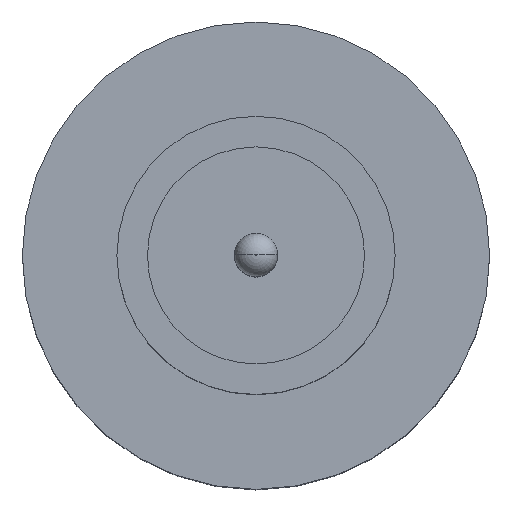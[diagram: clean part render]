
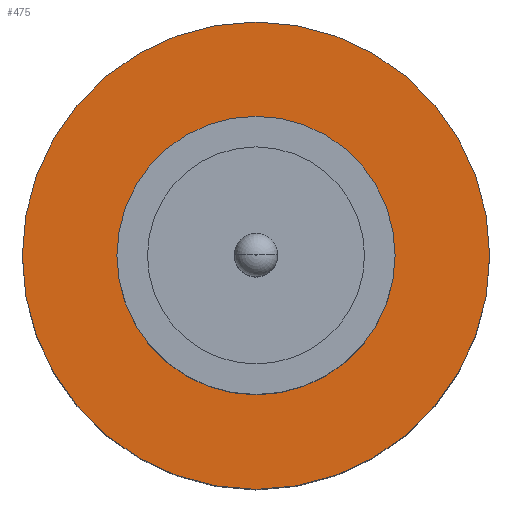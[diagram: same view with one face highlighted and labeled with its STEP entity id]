
A CAD part, top view. The second image highlights one B-rep face of the part: STEP entity #475.
In plain terms, the highlighted planar face has unit normal (0, 0, 1).
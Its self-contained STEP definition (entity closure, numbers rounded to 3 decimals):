
#37 = EDGE_CURVE ( 'NONE', #744, #209, #173, .T. ) ;
#38 = CARTESIAN_POINT ( 'NONE',  ( 1.25, 0., 1.55 ) ) ;
#45 = CARTESIAN_POINT ( 'NONE',  ( 2.1, 0., 1.55 ) ) ;
#63 = DIRECTION ( 'NONE',  ( 1., 0., 0. ) ) ;
#75 = FACE_BOUND ( 'NONE', #221, .T. ) ;
#132 = DIRECTION ( 'NONE',  ( 1., 0., 0. ) ) ;
#152 = AXIS2_PLACEMENT_3D ( 'NONE', #452, #680, #693 ) ;
#173 = CIRCLE ( 'NONE', #152, 1.25 ) ;
#197 = CIRCLE ( 'NONE', #336, 2.1 ) ;
#209 = VERTEX_POINT ( 'NONE', #38 ) ;
#213 = DIRECTION ( 'NONE',  ( 0., 0., 1. ) ) ;
#221 = EDGE_LOOP ( 'NONE', ( #258, #975 ) ) ;
#244 = DIRECTION ( 'NONE',  ( 0., 0., 1. ) ) ;
#247 = AXIS2_PLACEMENT_3D ( 'NONE', #826, #667, #888 ) ;
#258 = ORIENTED_EDGE ( 'NONE', *, *, #967, .F. ) ;
#272 = ORIENTED_EDGE ( 'NONE', *, *, #665, .T. ) ;
#275 = EDGE_CURVE ( 'NONE', #825, #927, #489, .T. ) ;
#293 = CARTESIAN_POINT ( 'NONE',  ( 0., 0., 1.55 ) ) ;
#336 = AXIS2_PLACEMENT_3D ( 'NONE', #863, #244, #785 ) ;
#394 = ORIENTED_EDGE ( 'NONE', *, *, #275, .T. ) ;
#437 = CARTESIAN_POINT ( 'NONE',  ( -2.1, 0., 1.55 ) ) ;
#451 = DIRECTION ( 'NONE',  ( 0., 0., 1. ) ) ;
#452 = CARTESIAN_POINT ( 'NONE',  ( 0., 0., 1.55 ) ) ;
#475 = ADVANCED_FACE ( 'NONE', ( #75, #848 ), #739, .T. ) ;
#483 = CARTESIAN_POINT ( 'NONE',  ( -1.25, 0., 1.55 ) ) ;
#489 = CIRCLE ( 'NONE', #247, 2.1 ) ;
#525 = CARTESIAN_POINT ( 'NONE',  ( 0., 0., 1.55 ) ) ;
#596 = AXIS2_PLACEMENT_3D ( 'NONE', #293, #451, #63 ) ;
#605 = EDGE_LOOP ( 'NONE', ( #272, #394 ) ) ;
#606 = AXIS2_PLACEMENT_3D ( 'NONE', #525, #213, #132 ) ;
#665 = EDGE_CURVE ( 'NONE', #927, #825, #197, .T. ) ;
#667 = DIRECTION ( 'NONE',  ( 0., 0., 1. ) ) ;
#680 = DIRECTION ( 'NONE',  ( 0., 0., 1. ) ) ;
#693 = DIRECTION ( 'NONE',  ( 1., 0., 0. ) ) ;
#739 = PLANE ( 'NONE',  #596 ) ;
#744 = VERTEX_POINT ( 'NONE', #483 ) ;
#785 = DIRECTION ( 'NONE',  ( 1., 0., 0. ) ) ;
#825 = VERTEX_POINT ( 'NONE', #45 ) ;
#826 = CARTESIAN_POINT ( 'NONE',  ( 0., 0., 1.55 ) ) ;
#848 = FACE_OUTER_BOUND ( 'NONE', #605, .T. ) ;
#850 = CIRCLE ( 'NONE', #606, 1.25 ) ;
#863 = CARTESIAN_POINT ( 'NONE',  ( 0., 0., 1.55 ) ) ;
#888 = DIRECTION ( 'NONE',  ( 1., 0., 0. ) ) ;
#927 = VERTEX_POINT ( 'NONE', #437 ) ;
#967 = EDGE_CURVE ( 'NONE', #209, #744, #850, .T. ) ;
#975 = ORIENTED_EDGE ( 'NONE', *, *, #37, .F. ) ;
